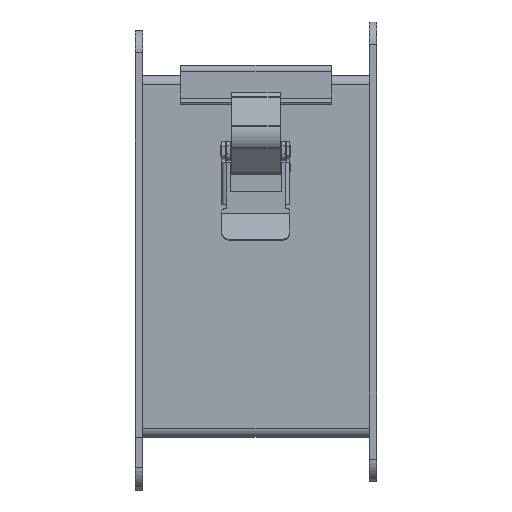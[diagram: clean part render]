
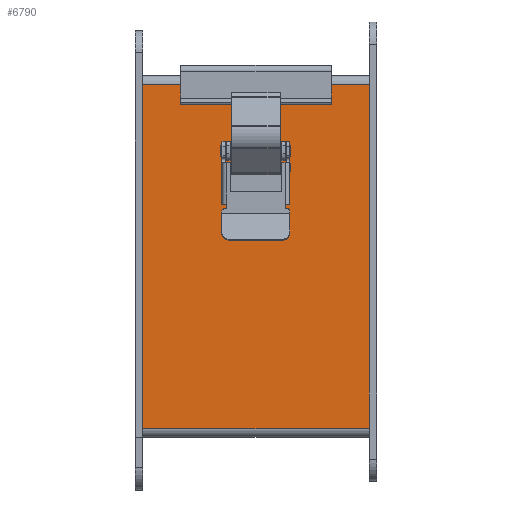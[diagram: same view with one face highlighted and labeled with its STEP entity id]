
A CAD part, front view. The second image highlights one B-rep face of the part: STEP entity #6790.
In plain terms, the highlighted planar face has unit normal (0, -1, 0).
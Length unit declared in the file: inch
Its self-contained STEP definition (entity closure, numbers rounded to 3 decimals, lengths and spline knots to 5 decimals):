
#161 = EDGE_CURVE ( 'NONE', #5393, #2688, #452, .T. ) ;
#399 = DIRECTION ( 'NONE',  ( 0., 0., -1. ) ) ;
#452 = LINE ( 'NONE', #2888, #6088 ) ;
#625 = CARTESIAN_POINT ( 'NONE',  ( -1.875, -6., 2.857 ) ) ;
#1077 = DIRECTION ( 'NONE',  ( -1., 0., 0. ) ) ;
#1143 = ORIENTED_EDGE ( 'NONE', *, *, #161, .F. ) ;
#1359 = ORIENTED_EDGE ( 'NONE', *, *, #5173, .T. ) ;
#1469 = VECTOR ( 'NONE', #4950, 39.37008 ) ;
#1686 = DIRECTION ( 'NONE',  ( 0., -1., 0. ) ) ;
#2217 = VECTOR ( 'NONE', #2523, 39.37008 ) ;
#2523 = DIRECTION ( 'NONE',  ( 0., 0., 1. ) ) ;
#2557 = CARTESIAN_POINT ( 'NONE',  ( -1.875, -6., 2.857 ) ) ;
#2688 = VERTEX_POINT ( 'NONE', #8201 ) ;
#2709 = VERTEX_POINT ( 'NONE', #5155 ) ;
#2816 = VERTEX_POINT ( 'NONE', #625 ) ;
#2888 = CARTESIAN_POINT ( 'NONE',  ( -1.875, -6., -2.857 ) ) ;
#2894 = VECTOR ( 'NONE', #6452, 39.37008 ) ;
#3316 = AXIS2_PLACEMENT_3D ( 'NONE', #4908, #1686, #399 ) ;
#3587 = LINE ( 'NONE', #7405, #1469 ) ;
#4443 = ORIENTED_EDGE ( 'NONE', *, *, #6818, .F. ) ;
#4456 = LINE ( 'NONE', #2557, #2894 ) ;
#4820 = FACE_OUTER_BOUND ( 'NONE', #5289, .T. ) ;
#4908 = CARTESIAN_POINT ( 'NONE',  ( -1.875, -6., 3. ) ) ;
#4950 = DIRECTION ( 'NONE',  ( 0., 0., 1. ) ) ;
#5000 = CARTESIAN_POINT ( 'NONE',  ( 1.875, -6., 3. ) ) ;
#5155 = CARTESIAN_POINT ( 'NONE',  ( 1.875, -6., 2.857 ) ) ;
#5173 = EDGE_CURVE ( 'NONE', #5393, #2709, #7541, .T. ) ;
#5289 = EDGE_LOOP ( 'NONE', ( #4443, #1143, #1359, #6308 ) ) ;
#5393 = VERTEX_POINT ( 'NONE', #5470 ) ;
#5470 = CARTESIAN_POINT ( 'NONE',  ( 1.875, -6., -2.857 ) ) ;
#6088 = VECTOR ( 'NONE', #1077, 39.37008 ) ;
#6308 = ORIENTED_EDGE ( 'NONE', *, *, #6935, .T. ) ;
#6452 = DIRECTION ( 'NONE',  ( -1., 0., 0. ) ) ;
#6790 = ADVANCED_FACE ( 'NONE', ( #4820 ), #8165, .T. ) ;
#6818 = EDGE_CURVE ( 'NONE', #2688, #2816, #3587, .T. ) ;
#6935 = EDGE_CURVE ( 'NONE', #2709, #2816, #4456, .T. ) ;
#7405 = CARTESIAN_POINT ( 'NONE',  ( -1.875, -6., 3. ) ) ;
#7541 = LINE ( 'NONE', #5000, #2217 ) ;
#8165 = PLANE ( 'NONE',  #3316 ) ;
#8201 = CARTESIAN_POINT ( 'NONE',  ( -1.875, -6., -2.857 ) ) ;
